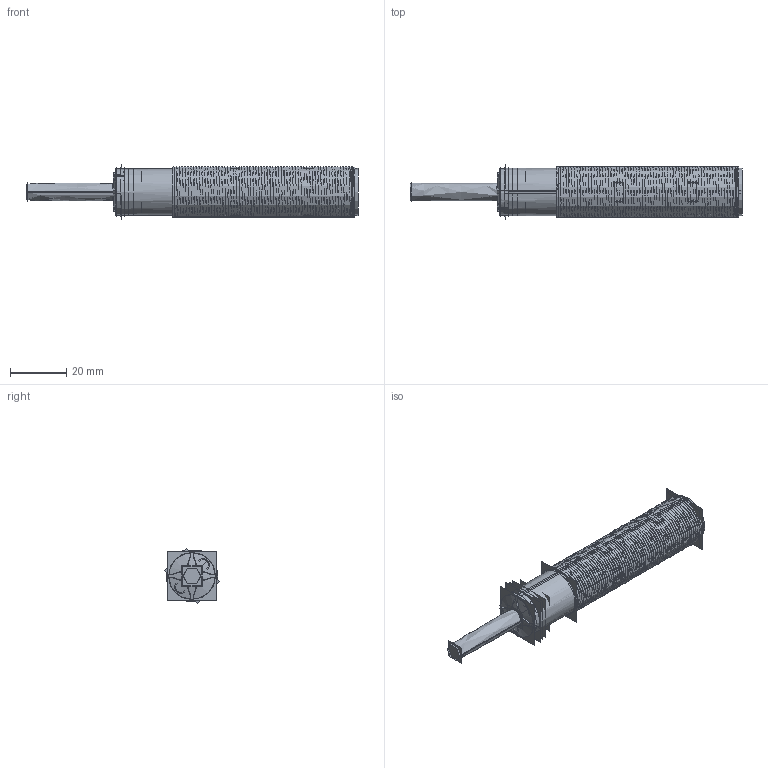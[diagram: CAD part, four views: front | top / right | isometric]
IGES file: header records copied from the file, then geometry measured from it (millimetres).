
Start section:  PTC IGES file: 215019.igs
Global section: file name: 215019.igs; native system: Creo Parametric by PTC Inc.; preprocessor: 2018300; author: pdmadmin; organization: Unknown; date: 20191104.134607; units: millimetre
Bounding box: 117.56 x 19.71 x 19.71 mm (x, y, z)
Volume: 6226.8 mm3; surface area: 505521.6 mm2
Topology: 4 solids, 4 shells, 662 faces, 3520 edges, 4520 vertices
Faces by surface type: revolution 444, bspline 218
